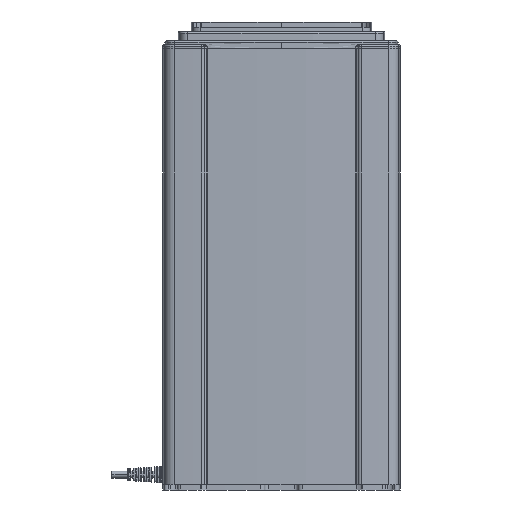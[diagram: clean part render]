
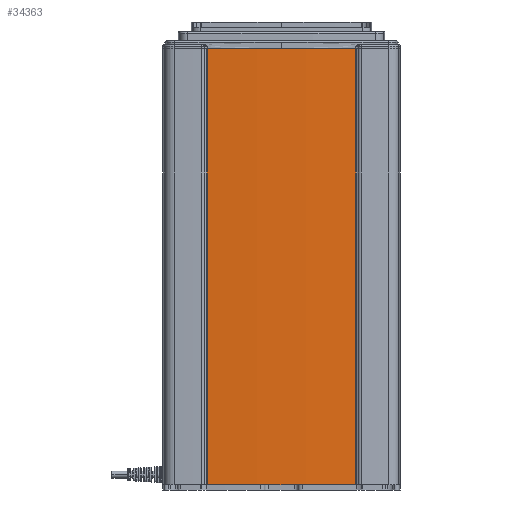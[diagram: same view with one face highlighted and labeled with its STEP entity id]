
A CAD part, left-side view. The second image highlights one B-rep face of the part: STEP entity #34363.
In plain terms, the highlighted cylindrical face has radius 1126.25 mm (diameter 2252.5 mm), a partial arc.
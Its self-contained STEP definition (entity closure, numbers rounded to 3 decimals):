
#236 = CARTESIAN_POINT ( 'NONE',  ( -73.622, -55.691, -342.1 ) ) ;
#376 = ORIENTED_EDGE ( 'NONE', *, *, #2044, .F. ) ;
#786 = EDGE_LOOP ( 'NONE', ( #3137, #376, #24143, #18680 ) ) ;
#789 = AXIS2_PLACEMENT_3D ( 'NONE', #27595, #3410, #30648 ) ;
#2044 = EDGE_CURVE ( 'NONE', #10823, #36606, #26016, .T. ) ;
#3137 = ORIENTED_EDGE ( 'NONE', *, *, #11117, .F. ) ;
#3200 = CARTESIAN_POINT ( 'NONE',  ( 1051.25, 0., -342.1 ) ) ;
#3410 = DIRECTION ( 'NONE',  ( 0., 0., 1. ) ) ;
#3660 = CARTESIAN_POINT ( 'NONE',  ( -73.622, 55.691, -342.1 ) ) ;
#5884 = AXIS2_PLACEMENT_3D ( 'NONE', #3200, #18731, #9442 ) ;
#6319 = FACE_OUTER_BOUND ( 'NONE', #786, .T. ) ;
#7347 = DIRECTION ( 'NONE',  ( 0., 0., 1. ) ) ;
#9442 = DIRECTION ( 'NONE',  ( 1., 0., 0. ) ) ;
#10362 = VECTOR ( 'NONE', #7347, 1000. ) ;
#10823 = VERTEX_POINT ( 'NONE', #31484 ) ;
#11117 = EDGE_CURVE ( 'NONE', #36606, #26718, #26965, .T. ) ;
#11944 = DIRECTION ( 'NONE',  ( 0., 0., 1. ) ) ;
#15329 = VERTEX_POINT ( 'NONE', #19609 ) ;
#15561 = VECTOR ( 'NONE', #11944, 1000. ) ;
#16031 = CARTESIAN_POINT ( 'NONE',  ( -73.622, -55.691, -16.1 ) ) ;
#16185 = DIRECTION ( 'NONE',  ( 1., 0., 0. ) ) ;
#18680 = ORIENTED_EDGE ( 'NONE', *, *, #30603, .T. ) ;
#18683 = CYLINDRICAL_SURFACE ( 'NONE', #24006, 1126.25 ) ;
#18731 = DIRECTION ( 'NONE',  ( 0., 0., 1. ) ) ;
#19609 = CARTESIAN_POINT ( 'NONE',  ( -73.622, -55.691, -342.1 ) ) ;
#20101 = CIRCLE ( 'NONE', #5884, 1126.25 ) ;
#22440 = CARTESIAN_POINT ( 'NONE',  ( 1051.25, 0., -342.1 ) ) ;
#24006 = AXIS2_PLACEMENT_3D ( 'NONE', #22440, #28184, #16185 ) ;
#24143 = ORIENTED_EDGE ( 'NONE', *, *, #34292, .T. ) ;
#26016 = LINE ( 'NONE', #3660, #10362 ) ;
#26718 = VERTEX_POINT ( 'NONE', #16031 ) ;
#26965 = CIRCLE ( 'NONE', #789, 1126.25 ) ;
#27421 = CARTESIAN_POINT ( 'NONE',  ( -73.622, 55.691, -16.1 ) ) ;
#27595 = CARTESIAN_POINT ( 'NONE',  ( 1051.25, 0., -16.1 ) ) ;
#28184 = DIRECTION ( 'NONE',  ( 0., 0., 1. ) ) ;
#30603 = EDGE_CURVE ( 'NONE', #15329, #26718, #31739, .T. ) ;
#30648 = DIRECTION ( 'NONE',  ( 1., 0., 0. ) ) ;
#31484 = CARTESIAN_POINT ( 'NONE',  ( -73.622, 55.691, -342.1 ) ) ;
#31739 = LINE ( 'NONE', #236, #15561 ) ;
#34292 = EDGE_CURVE ( 'NONE', #10823, #15329, #20101, .T. ) ;
#34363 = ADVANCED_FACE ( 'NONE', ( #6319 ), #18683, .T. ) ;
#36606 = VERTEX_POINT ( 'NONE', #27421 ) ;
